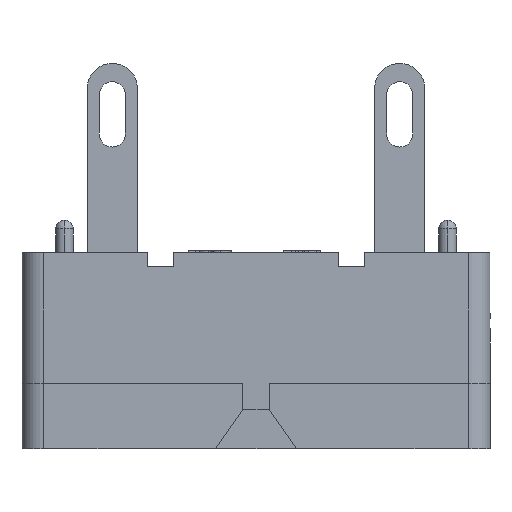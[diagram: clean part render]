
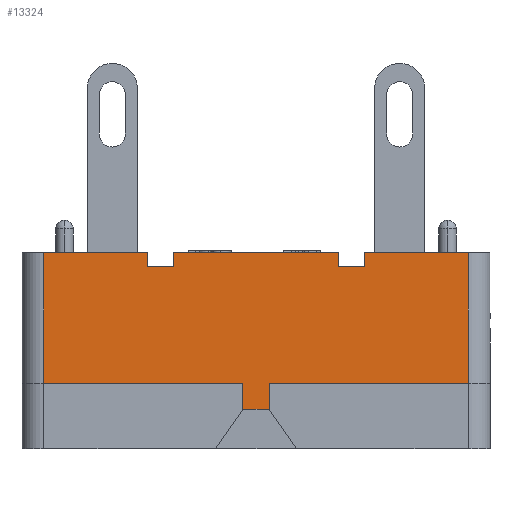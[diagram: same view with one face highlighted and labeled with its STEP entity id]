
A CAD part, front view. The second image highlights one B-rep face of the part: STEP entity #13324.
In plain terms, the highlighted planar face has unit normal (0, -1, 0).
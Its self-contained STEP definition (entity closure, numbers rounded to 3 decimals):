
#13324 = ADVANCED_FACE ( 'NONE', ( #16908 ), #15921, .F. ) ;
#14836 = AXIS2_PLACEMENT_3D ( 'NONE', #15940, #15941, #15942 ) ;
#15921 = PLANE ( 'NONE',  #14836 ) ;
#15940 = CARTESIAN_POINT ( 'NONE',  ( 9.75, -12.7, 9. ) ) ;
#15941 = DIRECTION ( 'NONE',  ( 0., 1., 0. ) ) ;
#15942 = DIRECTION ( 'NONE',  ( 0., 0., 1. ) ) ;
#16908 = FACE_OUTER_BOUND ( 'NONE', #33914, .T. ) ;
#17760 = CARTESIAN_POINT ( 'NONE',  ( 9.75, -12.7, 9. ) ) ;
#17767 = DIRECTION ( 'NONE',  ( 1., 0., 0. ) ) ;
#18612 = LINE ( 'NONE', #17760, #18624 ) ;
#18624 = VECTOR ( 'NONE', #17767, 1000. ) ;
#18724 = LINE ( 'NONE', #19854, #18731 ) ;
#18731 = VECTOR ( 'NONE', #19860, 1000. ) ;
#18794 = LINE ( 'NONE', #20555, #18796 ) ;
#18796 = VECTOR ( 'NONE', #20552, 1000. ) ;
#18856 = LINE ( 'NONE', #20797, #18873 ) ;
#18873 = VECTOR ( 'NONE', #20809, 1000. ) ;
#19854 = CARTESIAN_POINT ( 'NONE',  ( 9.75, -12.7, 9. ) ) ;
#19860 = DIRECTION ( 'NONE',  ( 1., 0., 0. ) ) ;
#20552 = DIRECTION ( 'NONE',  ( 1., 0., 0. ) ) ;
#20555 = CARTESIAN_POINT ( 'NONE',  ( 9.75, -12.7, 9. ) ) ;
#20797 = CARTESIAN_POINT ( 'NONE',  ( 9.75, -12.7, 3. ) ) ;
#20809 = DIRECTION ( 'NONE',  ( 1., 0., 0. ) ) ;
#21258 = CARTESIAN_POINT ( 'NONE',  ( -9.75, -12.7, 9. ) ) ;
#21259 = CARTESIAN_POINT ( 'NONE',  ( -5., -12.7, 9. ) ) ;
#21281 = CARTESIAN_POINT ( 'NONE',  ( -0.6, -12.7, 3. ) ) ;
#21284 = CARTESIAN_POINT ( 'NONE',  ( -9.75, -12.7, 3. ) ) ;
#21381 = CARTESIAN_POINT ( 'NONE',  ( 0.6, -12.7, 3. ) ) ;
#21382 = CARTESIAN_POINT ( 'NONE',  ( 9.75, -12.7, 3. ) ) ;
#21458 = CARTESIAN_POINT ( 'NONE',  ( 9.75, -12.7, 9. ) ) ;
#21475 = CARTESIAN_POINT ( 'NONE',  ( 5., -12.7, 9. ) ) ;
#24995 = LINE ( 'NONE', #26403, #24998 ) ;
#24998 = VECTOR ( 'NONE', #26404, 1000. ) ;
#25178 = LINE ( 'NONE', #26586, #25201 ) ;
#25196 = LINE ( 'NONE', #26607, #25199 ) ;
#25198 = LINE ( 'NONE', #26585, #25208 ) ;
#25199 = VECTOR ( 'NONE', #26609, 1000. ) ;
#25200 = LINE ( 'NONE', #26611, #25203 ) ;
#25201 = VECTOR ( 'NONE', #26610, 1000. ) ;
#25202 = LINE ( 'NONE', #26613, #25205 ) ;
#25203 = VECTOR ( 'NONE', #26612, 1000. ) ;
#25205 = VECTOR ( 'NONE', #26615, 1000. ) ;
#25206 = LINE ( 'NONE', #26617, #25210 ) ;
#25208 = VECTOR ( 'NONE', #26616, 1000. ) ;
#25209 = LINE ( 'NONE', #26619, #25212 ) ;
#25210 = VECTOR ( 'NONE', #26618, 1000. ) ;
#25211 = LINE ( 'NONE', #26621, #25215 ) ;
#25212 = VECTOR ( 'NONE', #26620, 1000. ) ;
#25213 = LINE ( 'NONE', #26623, #25218 ) ;
#25215 = VECTOR ( 'NONE', #26622, 1000. ) ;
#25217 = LINE ( 'NONE', #26625, #25220 ) ;
#25218 = VECTOR ( 'NONE', #26624, 1000. ) ;
#25219 = LINE ( 'NONE', #26627, #25224 ) ;
#25220 = VECTOR ( 'NONE', #26626, 1000. ) ;
#25224 = VECTOR ( 'NONE', #26628, 1000. ) ;
#26122 = CARTESIAN_POINT ( 'NONE',  ( 3.8, -12.7, 8.35 ) ) ;
#26125 = CARTESIAN_POINT ( 'NONE',  ( 5., -12.7, 8.35 ) ) ;
#26127 = CARTESIAN_POINT ( 'NONE',  ( -3.8, -12.7, 8.35 ) ) ;
#26129 = CARTESIAN_POINT ( 'NONE',  ( 0.6, -12.7, 1.8 ) ) ;
#26130 = CARTESIAN_POINT ( 'NONE',  ( -5., -12.7, 8.35 ) ) ;
#26131 = CARTESIAN_POINT ( 'NONE',  ( -0.6, -12.7, 1.8 ) ) ;
#26403 = CARTESIAN_POINT ( 'NONE',  ( 9.75, -12.7, 3. ) ) ;
#26404 = DIRECTION ( 'NONE',  ( 1., 0., 0. ) ) ;
#26585 = CARTESIAN_POINT ( 'NONE',  ( -5., -12.7, 8.35 ) ) ;
#26586 = CARTESIAN_POINT ( 'NONE',  ( 3.8, -12.7, 8.35 ) ) ;
#26607 = CARTESIAN_POINT ( 'NONE',  ( 3.8, -12.7, 8.35 ) ) ;
#26609 = DIRECTION ( 'NONE',  ( 1., 0., 0. ) ) ;
#26610 = DIRECTION ( 'NONE',  ( 0., 0., 1. ) ) ;
#26611 = CARTESIAN_POINT ( 'NONE',  ( -3.8, -12.7, 8.35 ) ) ;
#26612 = DIRECTION ( 'NONE',  ( 0., 0., 1. ) ) ;
#26613 = CARTESIAN_POINT ( 'NONE',  ( -5., -12.7, 8.35 ) ) ;
#26615 = DIRECTION ( 'NONE',  ( 1., 0., 0. ) ) ;
#26616 = DIRECTION ( 'NONE',  ( 0., 0., 1. ) ) ;
#26617 = CARTESIAN_POINT ( 'NONE',  ( -9.75, -12.7, 9. ) ) ;
#26618 = DIRECTION ( 'NONE',  ( 0., 0., -1. ) ) ;
#26619 = CARTESIAN_POINT ( 'NONE',  ( -0.6, -12.7, 1.8 ) ) ;
#26620 = DIRECTION ( 'NONE',  ( 0., 0., 1. ) ) ;
#26621 = CARTESIAN_POINT ( 'NONE',  ( -0.6, -12.7, 1.8 ) ) ;
#26622 = DIRECTION ( 'NONE',  ( -1., 0., 0. ) ) ;
#26623 = CARTESIAN_POINT ( 'NONE',  ( 0.6, -12.7, 1.8 ) ) ;
#26624 = DIRECTION ( 'NONE',  ( 0., 0., 1. ) ) ;
#26625 = CARTESIAN_POINT ( 'NONE',  ( 9.75, -12.7, 9. ) ) ;
#26626 = DIRECTION ( 'NONE',  ( 0., 0., -1. ) ) ;
#26627 = CARTESIAN_POINT ( 'NONE',  ( 5., -12.7, 8.35 ) ) ;
#26628 = DIRECTION ( 'NONE',  ( 0., 0., 1. ) ) ;
#27213 = CARTESIAN_POINT ( 'NONE',  ( -3.8, -12.7, 9. ) ) ;
#27216 = CARTESIAN_POINT ( 'NONE',  ( 3.8, -12.7, 9. ) ) ;
#30785 = EDGE_CURVE ( 'NONE', #31872, #31855, #18612, .T. ) ;
#30889 = EDGE_CURVE ( 'NONE', #40198, #40201, #18724, .T. ) ;
#30964 = EDGE_CURVE ( 'NONE', #31654, #31655, #18794, .T. ) ;
#31016 = EDGE_CURVE ( 'NONE', #31680, #31677, #18856, .T. ) ;
#31654 = VERTEX_POINT ( 'NONE', #21258 ) ;
#31655 = VERTEX_POINT ( 'NONE', #21259 ) ;
#31677 = VERTEX_POINT ( 'NONE', #21281 ) ;
#31680 = VERTEX_POINT ( 'NONE', #21284 ) ;
#31777 = VERTEX_POINT ( 'NONE', #21381 ) ;
#31778 = VERTEX_POINT ( 'NONE', #21382 ) ;
#31855 = VERTEX_POINT ( 'NONE', #21458 ) ;
#31872 = VERTEX_POINT ( 'NONE', #21475 ) ;
#33751 = VERTEX_POINT ( 'NONE', #26122 ) ;
#33754 = VERTEX_POINT ( 'NONE', #26125 ) ;
#33756 = VERTEX_POINT ( 'NONE', #26127 ) ;
#33758 = VERTEX_POINT ( 'NONE', #26129 ) ;
#33759 = VERTEX_POINT ( 'NONE', #26130 ) ;
#33760 = VERTEX_POINT ( 'NONE', #26131 ) ;
#33914 = EDGE_LOOP ( 'NONE', ( #42321, #42322, #42324, #42326, #42328, #42330, #42333, #42335, #42337, #42338, #42340, #42342, #42345, #42346, #42348, #42350 ) ) ;
#36403 = EDGE_CURVE ( 'NONE', #31777, #31778, #24995, .T. ) ;
#36616 = EDGE_CURVE ( 'NONE', #33751, #33754, #25196, .T. ) ;
#36618 = EDGE_CURVE ( 'NONE', #33751, #40201, #25178, .T. ) ;
#36621 = EDGE_CURVE ( 'NONE', #33756, #40198, #25200, .T. ) ;
#36623 = EDGE_CURVE ( 'NONE', #33759, #33756, #25202, .T. ) ;
#36625 = EDGE_CURVE ( 'NONE', #33759, #31655, #25198, .T. ) ;
#36628 = EDGE_CURVE ( 'NONE', #31654, #31680, #25206, .T. ) ;
#36630 = EDGE_CURVE ( 'NONE', #33760, #31677, #25209, .T. ) ;
#36632 = EDGE_CURVE ( 'NONE', #33758, #33760, #25211, .T. ) ;
#36635 = EDGE_CURVE ( 'NONE', #33758, #31777, #25213, .T. ) ;
#36637 = EDGE_CURVE ( 'NONE', #31855, #31778, #25217, .T. ) ;
#36639 = EDGE_CURVE ( 'NONE', #33754, #31872, #25219, .T. ) ;
#40198 = VERTEX_POINT ( 'NONE', #27213 ) ;
#40201 = VERTEX_POINT ( 'NONE', #27216 ) ;
#42321 = ORIENTED_EDGE ( 'NONE', *, *, #36616, .F. ) ;
#42322 = ORIENTED_EDGE ( 'NONE', *, *, #36618, .T. ) ;
#42324 = ORIENTED_EDGE ( 'NONE', *, *, #30889, .F. ) ;
#42326 = ORIENTED_EDGE ( 'NONE', *, *, #36621, .F. ) ;
#42328 = ORIENTED_EDGE ( 'NONE', *, *, #36623, .F. ) ;
#42330 = ORIENTED_EDGE ( 'NONE', *, *, #36625, .T. ) ;
#42333 = ORIENTED_EDGE ( 'NONE', *, *, #30964, .F. ) ;
#42335 = ORIENTED_EDGE ( 'NONE', *, *, #36628, .T. ) ;
#42337 = ORIENTED_EDGE ( 'NONE', *, *, #31016, .T. ) ;
#42338 = ORIENTED_EDGE ( 'NONE', *, *, #36630, .F. ) ;
#42340 = ORIENTED_EDGE ( 'NONE', *, *, #36632, .F. ) ;
#42342 = ORIENTED_EDGE ( 'NONE', *, *, #36635, .T. ) ;
#42345 = ORIENTED_EDGE ( 'NONE', *, *, #36403, .T. ) ;
#42346 = ORIENTED_EDGE ( 'NONE', *, *, #36637, .F. ) ;
#42348 = ORIENTED_EDGE ( 'NONE', *, *, #30785, .F. ) ;
#42350 = ORIENTED_EDGE ( 'NONE', *, *, #36639, .F. ) ;
